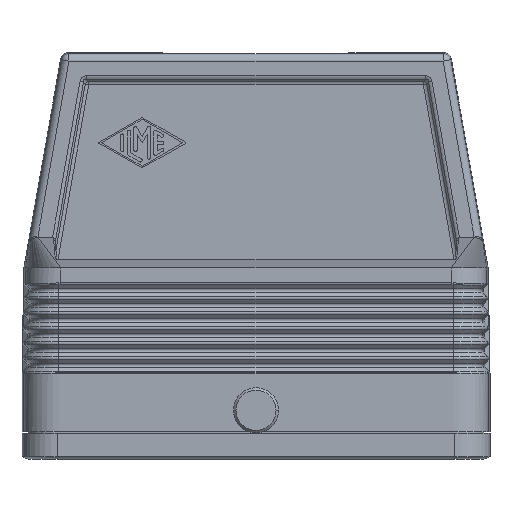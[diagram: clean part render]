
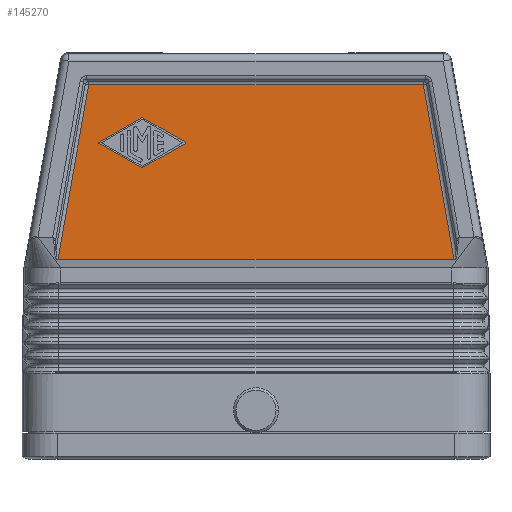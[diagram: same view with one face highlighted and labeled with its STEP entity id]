
A CAD part, left-side view. The second image highlights one B-rep face of the part: STEP entity #145270.
In plain terms, the highlighted planar face has unit normal (-1, 0, 0).
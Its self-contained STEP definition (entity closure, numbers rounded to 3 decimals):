
#86410=CARTESIAN_POINT('',(374.083,-12.317,
48.893));
#86420=DIRECTION('',(1.,0.,0.));
#86430=DIRECTION('',(0.,1.,0.));
#86440=AXIS2_PLACEMENT_3D('',#86410,#86420,#86430);
#86450=PLANE('',#86440);
#138300=CARTESIAN_POINT('',(374.083,56.725,
34.925));
#138310=VERTEX_POINT('',#138300);
#138340=CARTESIAN_POINT('',(374.083,-2.633,
34.925));
#138350=DIRECTION('',(0.,-1.,0.));
#138360=VECTOR('',#138350,1.);
#138370=LINE('',#138340,#138360);
#138380=CARTESIAN_POINT('',(374.083,-22.413,
34.925));
#138390=VERTEX_POINT('',#138380);
#138400=EDGE_CURVE('',#138310,#138390,#138370,.T.);
#142540=CARTESIAN_POINT('',(374.083,-16.265,
69.818));
#142550=VERTEX_POINT('',#142540);
#142600=CARTESIAN_POINT('',(374.083,44.373,
69.818));
#142610=DIRECTION('',(0.,1.,0.));
#142620=VECTOR('',#142610,1.);
#142630=LINE('',#142600,#142620);
#142640=CARTESIAN_POINT('',(374.083,50.578,
69.818));
#142650=VERTEX_POINT('',#142640);
#142660=EDGE_CURVE('',#142550,#142650,#142630,.T.);
#143790=CARTESIAN_POINT('',(374.083,-26.411,
12.233));
#143800=DIRECTION('',(0.,-0.174,-0.985));
#143810=VECTOR('',#143800,1.);
#143820=LINE('',#143790,#143810);
#143830=EDGE_CURVE('',#142550,#138390,#143820,.T.);
#144460=ORIENTED_EDGE('',*,*,#138400,.T.);
#144470=CARTESIAN_POINT('',(374.083,60.723,
12.233));
#144480=DIRECTION('',(0.,0.174,-0.985));
#144490=VECTOR('',#144480,1.);
#144500=LINE('',#144470,#144490);
#144510=EDGE_CURVE('',#142650,#138310,#144500,.T.);
#144520=ORIENTED_EDGE('',*,*,#144510,.T.);
#144530=ORIENTED_EDGE('',*,*,#142660,.T.);
#144540=ORIENTED_EDGE('',*,*,#143830,.F.);
#144550=EDGE_LOOP('',(#144540,#144530,#144520,#144460));
#144560=FACE_OUTER_BOUND('',#144550,.T.);
#144570=CARTESIAN_POINT('',(374.083,44.373,
65.836));
#144580=DIRECTION('',(0.,0.868,0.496));
#144590=VECTOR('',#144580,1.);
#144600=LINE('',#144570,#144590);
#144610=CARTESIAN_POINT('',(374.083,31.324,
58.377));
#144620=VERTEX_POINT('',#144610);
#144630=CARTESIAN_POINT('',(374.083,39.741,
63.188));
#144640=VERTEX_POINT('',#144630);
#144650=EDGE_CURVE('',#144620,#144640,#144600,.T.);
#144660=ORIENTED_EDGE('',*,*,#144650,.F.);
#144670=CARTESIAN_POINT('',(374.083,39.906,
62.899));
#144680=DIRECTION('',(-1.,0.,0.));
#144690=DIRECTION('',(0.,-1.,0.));
#144700=AXIS2_PLACEMENT_3D('',#144670,#144680,#144690);
#144710=CIRCLE('',#144700,0.333);
#144720=CARTESIAN_POINT('',(374.083,40.072,
63.188));
#144730=VERTEX_POINT('',#144720);
#144740=EDGE_CURVE('',#144640,#144730,#144710,.T.);
#144750=ORIENTED_EDGE('',*,*,#144740,.F.);
#144760=CARTESIAN_POINT('',(374.083,44.373,
60.73));
#144770=DIRECTION('',(0.,0.868,-0.496));
#144780=VECTOR('',#144770,1.);
#144790=LINE('',#144760,#144780);
#144800=CARTESIAN_POINT('',(374.083,48.488,
58.377));
#144810=VERTEX_POINT('',#144800);
#144820=EDGE_CURVE('',#144730,#144810,#144790,.T.);
#144830=ORIENTED_EDGE('',*,*,#144820,.F.);
#144840=CARTESIAN_POINT('',(374.083,48.405,
58.233));
#144850=DIRECTION('',(-1.,0.,0.));
#144860=DIRECTION('',(0.,-1.,0.));
#144870=AXIS2_PLACEMENT_3D('',#144840,#144850,#144860);
#144880=CIRCLE('',#144870,0.167);
#144890=CARTESIAN_POINT('',(374.083,48.488,
58.088));
#144900=VERTEX_POINT('',#144890);
#144910=EDGE_CURVE('',#144810,#144900,#144880,.T.);
#144920=ORIENTED_EDGE('',*,*,#144910,.F.);
#144930=CARTESIAN_POINT('',(374.083,44.373,
55.735));
#144940=DIRECTION('',(0.,-0.868,-0.496));
#144950=VECTOR('',#144940,1.);
#144960=LINE('',#144930,#144950);
#144970=CARTESIAN_POINT('',(374.083,40.072,
53.277));
#144980=VERTEX_POINT('',#144970);
#144990=EDGE_CURVE('',#144900,#144980,#144960,.T.);
#145000=ORIENTED_EDGE('',*,*,#144990,.F.);
#145010=CARTESIAN_POINT('',(374.083,39.906,
53.566));
#145020=DIRECTION('',(-1.,0.,0.));
#145030=DIRECTION('',(0.,-1.,0.));
#145040=AXIS2_PLACEMENT_3D('',#145010,#145020,#145030);
#145050=CIRCLE('',#145040,0.333);
#145060=CARTESIAN_POINT('',(374.083,39.741,
53.277));
#145070=VERTEX_POINT('',#145060);
#145080=EDGE_CURVE('',#144980,#145070,#145050,.T.);
#145090=ORIENTED_EDGE('',*,*,#145080,.F.);
#145100=CARTESIAN_POINT('',(374.083,44.373,
50.63));
#145110=DIRECTION('',(0.,-0.868,0.496));
#145120=VECTOR('',#145110,1.);
#145130=LINE('',#145100,#145120);
#145140=CARTESIAN_POINT('',(374.083,31.324,
58.088));
#145150=VERTEX_POINT('',#145140);
#145160=EDGE_CURVE('',#145070,#145150,#145130,.T.);
#145170=ORIENTED_EDGE('',*,*,#145160,.F.);
#145180=CARTESIAN_POINT('',(374.083,31.407,
58.233));
#145190=DIRECTION('',(-1.,0.,0.));
#145200=DIRECTION('',(0.,-1.,0.));
#145210=AXIS2_PLACEMENT_3D('',#145180,#145190,#145200);
#145220=CIRCLE('',#145210,0.167);
#145230=EDGE_CURVE('',#145150,#144620,#145220,.T.);
#145240=ORIENTED_EDGE('',*,*,#145230,.F.);
#145250=EDGE_LOOP('',(#145240,#145170,#145090,#145000,#144920,#144830,
#144750,#144660));
#145260=FACE_BOUND('',#145250,.T.);
#145270=ADVANCED_FACE('',(#144560,#145260),#86450,.F.);
